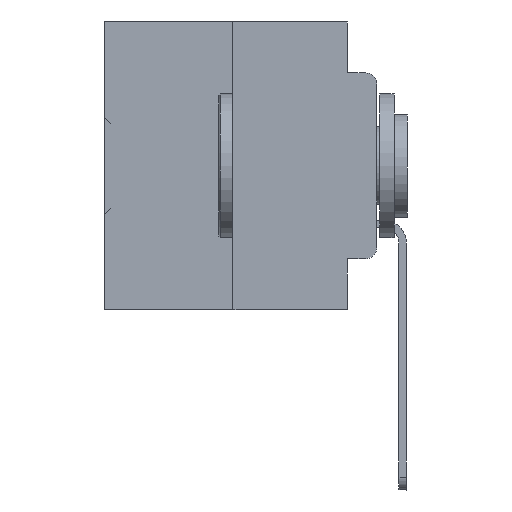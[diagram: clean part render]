
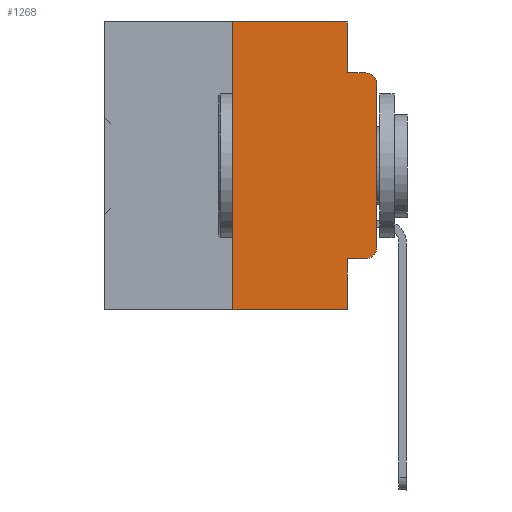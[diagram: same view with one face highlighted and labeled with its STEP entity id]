
A CAD part, left-side view. The second image highlights one B-rep face of the part: STEP entity #1268.
In plain terms, the highlighted planar face has unit normal (-1, 0, 0).
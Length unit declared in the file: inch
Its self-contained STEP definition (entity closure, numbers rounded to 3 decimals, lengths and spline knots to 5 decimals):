
#1200 = CARTESIAN_POINT ( 'NONE',  ( 0., 0.25, -0.5 ) ) ;
#1268 = ADVANCED_FACE ( 'NONE', ( #7746 ), #39097, .F. ) ;
#1409 = VERTEX_POINT ( 'NONE', #33391 ) ;
#1908 = ORIENTED_EDGE ( 'NONE', *, *, #33201, .F. ) ;
#2042 = VERTEX_POINT ( 'NONE', #2899 ) ;
#2100 = AXIS2_PLACEMENT_3D ( 'NONE', #26758, #38701, #5723 ) ;
#2229 = CARTESIAN_POINT ( 'NONE',  ( 0., 0.473, -0.5 ) ) ;
#2849 = VERTEX_POINT ( 'NONE', #28883 ) ;
#2899 = CARTESIAN_POINT ( 'NONE',  ( 0., 0.051, -0.5 ) ) ;
#3355 = CARTESIAN_POINT ( 'NONE',  ( 0., 0.051, -0.4115 ) ) ;
#4939 = CIRCLE ( 'NONE', #39256, 0.02 ) ;
#5043 = VERTEX_POINT ( 'NONE', #33598 ) ;
#5604 = DIRECTION ( 'NONE',  ( 0., 0., -1. ) ) ;
#5723 = DIRECTION ( 'NONE',  ( 0., 0., -1. ) ) ;
#5850 = CARTESIAN_POINT ( 'NONE',  ( 0., 0.02, -0.3915 ) ) ;
#6285 = CARTESIAN_POINT ( 'NONE',  ( 0., 0.02, -0.4115 ) ) ;
#6487 = VECTOR ( 'NONE', #37816, 39.37008 ) ;
#6850 = CARTESIAN_POINT ( 'NONE',  ( 0., 0.051, 0. ) ) ;
#7513 = EDGE_CURVE ( 'NONE', #9944, #17304, #29706, .T. ) ;
#7746 = FACE_OUTER_BOUND ( 'NONE', #22398, .T. ) ;
#8537 = LINE ( 'NONE', #28345, #20518 ) ;
#9711 = CARTESIAN_POINT ( 'NONE',  ( 0., 0.051, -0.0885 ) ) ;
#9944 = VERTEX_POINT ( 'NONE', #3355 ) ;
#10196 = AXIS2_PLACEMENT_3D ( 'NONE', #5850, #21222, #36295 ) ;
#12035 = CARTESIAN_POINT ( 'NONE',  ( 0., 0.051, -0.0885 ) ) ;
#12801 = CIRCLE ( 'NONE', #10196, 0.02 ) ;
#13183 = LINE ( 'NONE', #21192, #30319 ) ;
#14041 = LINE ( 'NONE', #34716, #19274 ) ;
#14480 = CARTESIAN_POINT ( 'NONE',  ( 0., 0.25, 0. ) ) ;
#16020 = LINE ( 'NONE', #6850, #6487 ) ;
#16282 = ORIENTED_EDGE ( 'NONE', *, *, #29026, .T. ) ;
#16894 = EDGE_CURVE ( 'NONE', #32077, #31038, #30020, .T. ) ;
#17304 = VERTEX_POINT ( 'NONE', #6285 ) ;
#17933 = DIRECTION ( 'NONE',  ( 0., -1., 0. ) ) ;
#18776 = ORIENTED_EDGE ( 'NONE', *, *, #7513, .T. ) ;
#19274 = VECTOR ( 'NONE', #37784, 39.37008 ) ;
#20100 = EDGE_CURVE ( 'NONE', #2849, #32708, #4939, .T. ) ;
#20518 = VECTOR ( 'NONE', #22412, 39.37008 ) ;
#21057 = DIRECTION ( 'NONE',  ( 0., 0., 1. ) ) ;
#21192 = CARTESIAN_POINT ( 'NONE',  ( 0., 0., 0. ) ) ;
#21222 = DIRECTION ( 'NONE',  ( -1., 0., 0. ) ) ;
#22127 = ORIENTED_EDGE ( 'NONE', *, *, #37822, .T. ) ;
#22398 = EDGE_LOOP ( 'NONE', ( #32863, #28961, #26042, #32113, #23807, #37286, #16282, #1908, #18776, #22127 ) ) ;
#22412 = DIRECTION ( 'NONE',  ( 0., 0., -1. ) ) ;
#23807 = ORIENTED_EDGE ( 'NONE', *, *, #35042, .F. ) ;
#24144 = CARTESIAN_POINT ( 'NONE',  ( 0., 0.02, -0.1085 ) ) ;
#25369 = CARTESIAN_POINT ( 'NONE',  ( 0., 0.25, 0. ) ) ;
#26042 = ORIENTED_EDGE ( 'NONE', *, *, #36585, .F. ) ;
#26758 = CARTESIAN_POINT ( 'NONE',  ( 0., 0.473, 0. ) ) ;
#27665 = VECTOR ( 'NONE', #17933, 39.37008 ) ;
#28011 = DIRECTION ( 'NONE',  ( 0., -1., 0. ) ) ;
#28345 = CARTESIAN_POINT ( 'NONE',  ( 0., 0.051, 0. ) ) ;
#28677 = VERTEX_POINT ( 'NONE', #9711 ) ;
#28883 = CARTESIAN_POINT ( 'NONE',  ( 0., 0., -0.1085 ) ) ;
#28909 = DIRECTION ( 'NONE',  ( 0., 0., 1. ) ) ;
#28961 = ORIENTED_EDGE ( 'NONE', *, *, #20100, .T. ) ;
#29026 = EDGE_CURVE ( 'NONE', #32077, #2042, #29532, .T. ) ;
#29532 = LINE ( 'NONE', #2229, #36192 ) ;
#29706 = LINE ( 'NONE', #37030, #37303 ) ;
#30020 = LINE ( 'NONE', #25369, #34270 ) ;
#30040 = DIRECTION ( 'NONE',  ( 0., -1., 0. ) ) ;
#30319 = VECTOR ( 'NONE', #21057, 39.37008 ) ;
#31038 = VERTEX_POINT ( 'NONE', #14480 ) ;
#31436 = LINE ( 'NONE', #12035, #27665 ) ;
#32077 = VERTEX_POINT ( 'NONE', #1200 ) ;
#32113 = ORIENTED_EDGE ( 'NONE', *, *, #37500, .F. ) ;
#32708 = VERTEX_POINT ( 'NONE', #37858 ) ;
#32863 = ORIENTED_EDGE ( 'NONE', *, *, #32895, .T. ) ;
#32895 = EDGE_CURVE ( 'NONE', #1409, #2849, #13183, .T. ) ;
#33201 = EDGE_CURVE ( 'NONE', #9944, #2042, #16020, .T. ) ;
#33391 = CARTESIAN_POINT ( 'NONE',  ( 0., 0., -0.3915 ) ) ;
#33598 = CARTESIAN_POINT ( 'NONE',  ( 0., 0.051, 0. ) ) ;
#34270 = VECTOR ( 'NONE', #28909, 39.37008 ) ;
#34716 = CARTESIAN_POINT ( 'NONE',  ( 0., 0.473, 0. ) ) ;
#35042 = EDGE_CURVE ( 'NONE', #31038, #5043, #14041, .T. ) ;
#35924 = DIRECTION ( 'NONE',  ( -1., 0., 0. ) ) ;
#36192 = VECTOR ( 'NONE', #30040, 39.37008 ) ;
#36295 = DIRECTION ( 'NONE',  ( 0., 0., -1. ) ) ;
#36585 = EDGE_CURVE ( 'NONE', #28677, #32708, #31436, .T. ) ;
#37030 = CARTESIAN_POINT ( 'NONE',  ( 0., 0.051, -0.4115 ) ) ;
#37286 = ORIENTED_EDGE ( 'NONE', *, *, #16894, .F. ) ;
#37303 = VECTOR ( 'NONE', #28011, 39.37008 ) ;
#37500 = EDGE_CURVE ( 'NONE', #5043, #28677, #8537, .T. ) ;
#37784 = DIRECTION ( 'NONE',  ( 0., -1., 0. ) ) ;
#37816 = DIRECTION ( 'NONE',  ( 0., 0., -1. ) ) ;
#37822 = EDGE_CURVE ( 'NONE', #17304, #1409, #12801, .T. ) ;
#37858 = CARTESIAN_POINT ( 'NONE',  ( 0., 0.02, -0.0885 ) ) ;
#38701 = DIRECTION ( 'NONE',  ( 1., 0., 0. ) ) ;
#39097 = PLANE ( 'NONE',  #2100 ) ;
#39256 = AXIS2_PLACEMENT_3D ( 'NONE', #24144, #35924, #5604 ) ;
